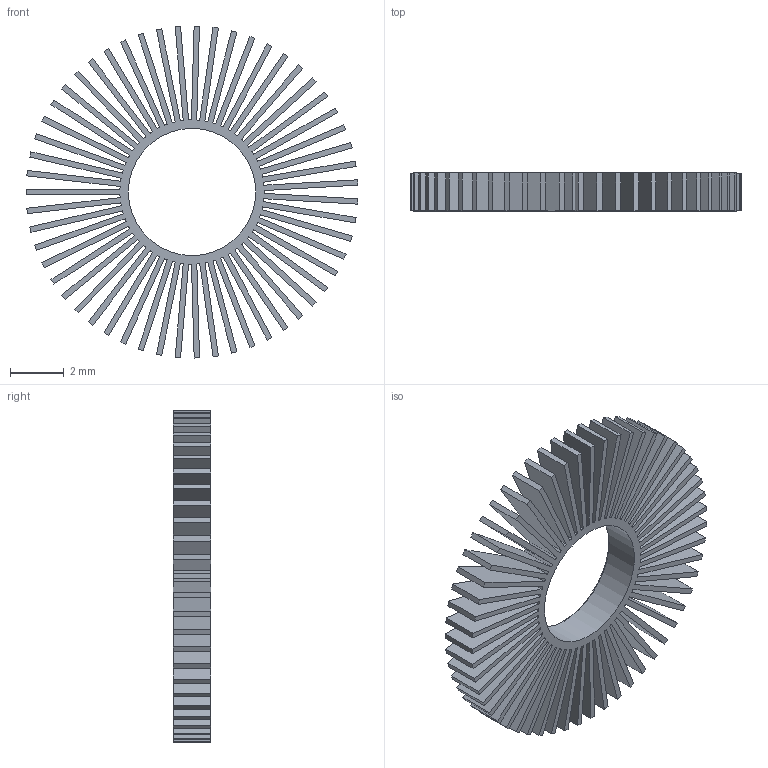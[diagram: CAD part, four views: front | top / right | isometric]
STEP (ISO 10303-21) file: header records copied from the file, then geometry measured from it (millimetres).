
FILE_DESCRIPTION(/* description */ (''),/* implementation_level */ '2;1');
FILE_NAME(/* name */ 'bjt_HS_1_F.step',/* time_stamp */ '2022-01-02T20:34:08+02:00',/* author */ (''),/* organization */ (''),/* preprocessor_version */ 'ST-DEVELOPER v18.1',/* originating_system */ 'Autodesk Translation Framework v10.10.0.1391',/* authorisation */ '');
FILE_SCHEMA (('AUTOMOTIVE_DESIGN { 1 0 10303 214 3 1 1 }'));
Length unit declared in the file: millimetre
Products named in the file (1): HS_1_2N2222 (4)
Bounding box: 12.38 x 1.41 x 12.38 mm (x, y, z)
Volume: 61.4 mm3; surface area: 676 mm2
Topology: 1 solids, 1 shells, 225 faces, 666 edges, 444 vertices
Faces by surface type: plane 168, cylinder 57
Full cylindrical faces by diameter (mm): 4.75 x1, 4.876 x1
Entity records: 7518 total; most frequent: CARTESIAN_POINT 1336, ORIENTED_EDGE 1332, DIRECTION 1232, EDGE_CURVE 666, LINE 552, VECTOR 552, VERTEX_POINT 444, AXIS2_PLACEMENT_3D 340
